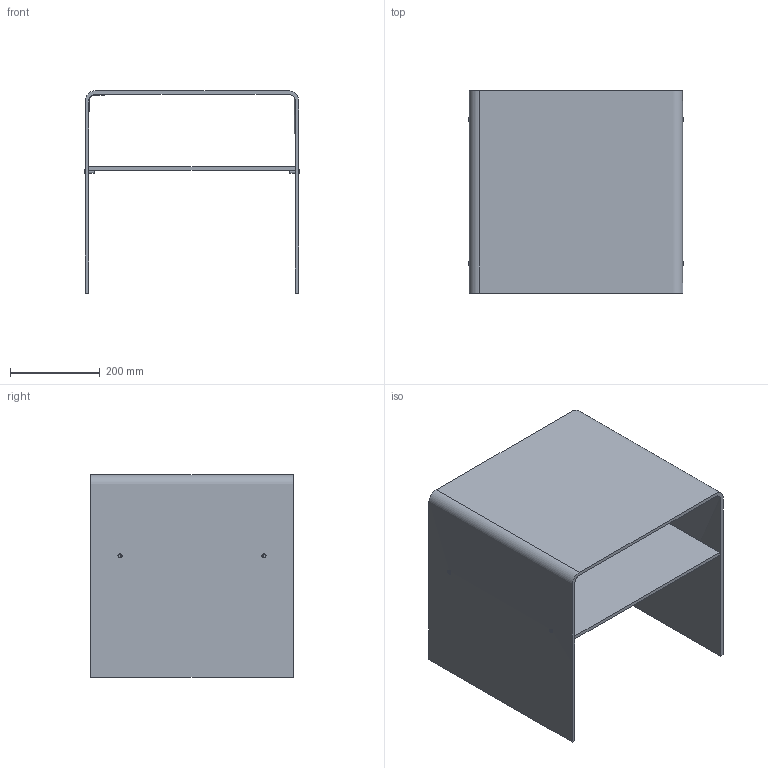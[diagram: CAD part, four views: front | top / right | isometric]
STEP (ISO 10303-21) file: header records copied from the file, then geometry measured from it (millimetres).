
FILE_DESCRIPTION(/* description */ (''),/* implementation_level */ '2;1');
FILE_NAME(/* name */ '2700 - Rialto Night 47.5x45',/* time_stamp */ '2010-11-04T12:20:57+01:00',/* author */ (''),/* organization */ (''),/* preprocessor_version */ 'ST-DEVELOPER v10',/* originating_system */ '',/* authorisation */ '');
FILE_SCHEMA (('CONFIG_CONTROL_DESIGN'));
Length unit declared in the file: centimetre
Products named in the file (1): 1
Bounding box: 477 x 450 x 450 mm (x, y, z)
Volume: 6637964 mm3; surface area: 1661695.7 mm2
Topology: 6 solids, 6 shells, 61 faces, 139 edges, 74 vertices
Faces by surface type: bspline 51, plane 10
Entity records: 1895 total; most frequent: CARTESIAN_POINT 1052, ORIENTED_EDGE 246, EDGE_CURVE 123, VERTEX_POINT 74, EDGE_LOOP 69, B_SPLINE_CURVE_WITH_KNOTS 69, ADVANCED_FACE 61, FACE_OUTER_BOUND 61
